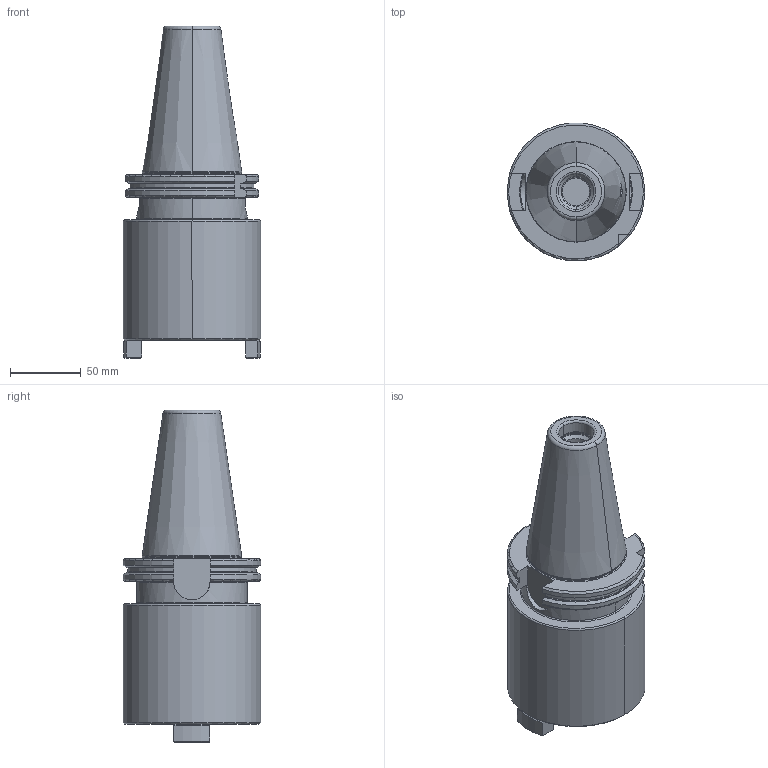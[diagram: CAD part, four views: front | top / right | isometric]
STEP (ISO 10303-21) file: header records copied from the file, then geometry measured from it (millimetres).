
FILE_DESCRIPTION((''),'2;1');
FILE_NAME('502_09_50','2020-09-29T',('104091'),(''),'CREO PARAMETRIC BY PTC INC, 2016260','CREO PARAMETRIC BY PTC INC, 2016260','');
FILE_SCHEMA(('CONFIG_CONTROL_DESIGN'));
Length unit declared in the file: millimetre
Products named in the file (1): 502_09_50
Bounding box: 97 x 97.31 x 234.25 mm (x, y, z)
Volume: 787851 mm3; surface area: 107706.2 mm2
Topology: 1 solids, 1 shells, 198 faces, 491 edges, 302 vertices
Faces by surface type: plane 65, cone 51, cylinder 46, torus 36
Entity records: 6403 total; most frequent: CARTESIAN_POINT 1684, DIRECTION 1001, ORIENTED_EDGE 978, EDGE_CURVE 489, AXIS2_PLACEMENT_3D 405, VERTEX_POINT 302, EDGE_LOOP 211, CIRCLE 204
